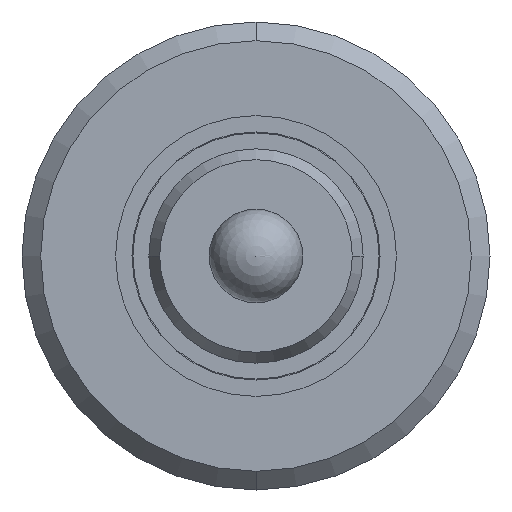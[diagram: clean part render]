
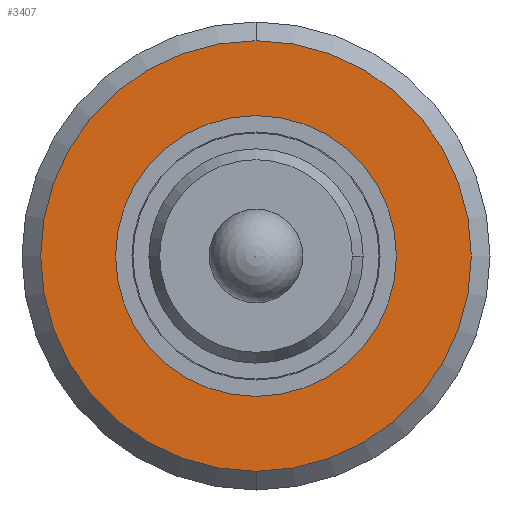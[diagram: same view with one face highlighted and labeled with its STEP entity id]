
A CAD part, front view. The second image highlights one B-rep face of the part: STEP entity #3407.
In plain terms, the highlighted planar face has unit normal (0, -1, 0).
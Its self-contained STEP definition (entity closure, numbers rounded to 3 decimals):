
#87 = PLANE ( 'NONE',  #4880 ) ;
#136 = CARTESIAN_POINT ( 'NONE',  ( 0., 47., -2.3 ) ) ;
#240 = DIRECTION ( 'NONE',  ( 0., 1., 0. ) ) ;
#585 = FACE_OUTER_BOUND ( 'NONE', #693, .T. ) ;
#693 = EDGE_LOOP ( 'NONE', ( #3264, #733 ) ) ;
#733 = ORIENTED_EDGE ( 'NONE', *, *, #1343, .T. ) ;
#742 = DIRECTION ( 'NONE',  ( 0., -1., 0. ) ) ;
#775 = DIRECTION ( 'NONE',  ( 0., 1., 0. ) ) ;
#1127 = CARTESIAN_POINT ( 'NONE',  ( 0., 47., 0. ) ) ;
#1343 = EDGE_CURVE ( 'Defeature ausgef�hrt1_22+Defeature ausgef�hrt1_23+Defeature ausgef�hrt1_23+Defeature ausgef�hrt1_23', #4918, #1478, #2792, .T. ) ;
#1378 = DIRECTION ( 'NONE',  ( 0., 0., 1. ) ) ;
#1410 = CARTESIAN_POINT ( 'NONE',  ( 0., 47., 0. ) ) ;
#1478 = VERTEX_POINT ( 'NONE', #4010 ) ;
#1561 = EDGE_CURVE ( 'Defeature ausgef�hrt1_22+Defeature ausgef�hrt1_23+Defeature ausgef�hrt1_23+Defeature ausgef�hrt1_23', #1478, #4918, #4808, .T. ) ;
#1625 = CIRCLE ( 'NONE', #1697, 0.9 ) ;
#1697 = AXIS2_PLACEMENT_3D ( 'NONE', #3323, #775, #2886 ) ;
#1799 = ORIENTED_EDGE ( 'NONE', *, *, #2176, .T. ) ;
#1883 = ORIENTED_EDGE ( 'NONE', *, *, #2900, .T. ) ;
#2176 = EDGE_CURVE ( 'Defeature ausgef�hrt1_22+Defeature ausgef�hrt1_21+Defeature ausgef�hrt1_21+Defeature ausgef�hrt1_21', #3092, #3472, #1625, .T. ) ;
#2650 = DIRECTION ( 'NONE',  ( 0., 0., -1. ) ) ;
#2700 = AXIS2_PLACEMENT_3D ( 'NONE', #1410, #4721, #2650 ) ;
#2792 = CIRCLE ( 'NONE', #2700, 2.3 ) ;
#2886 = DIRECTION ( 'NONE',  ( 0., 0., 1. ) ) ;
#2900 = EDGE_CURVE ( 'Defeature ausgef�hrt1_22+Defeature ausgef�hrt1_21+Defeature ausgef�hrt1_21+Defeature ausgef�hrt1_21', #3472, #3092, #2989, .T. ) ;
#2989 = CIRCLE ( 'NONE', #4427, 0.9 ) ;
#3092 = VERTEX_POINT ( 'NONE', #4301 ) ;
#3150 = DIRECTION ( 'NONE',  ( 0., 0., 1. ) ) ;
#3194 = EDGE_LOOP ( 'NONE', ( #1799, #1883 ) ) ;
#3245 = DIRECTION ( 'NONE',  ( 0., 0., -1. ) ) ;
#3264 = ORIENTED_EDGE ( 'NONE', *, *, #1561, .T. ) ;
#3323 = CARTESIAN_POINT ( 'NONE',  ( 0., 47., 0. ) ) ;
#3391 = DIRECTION ( 'NONE',  ( 0., 1., 0. ) ) ;
#3407 = ADVANCED_FACE ( 'Defeature ausgef�hrt1_22', ( #4007, #585 ), #87, .F. ) ;
#3472 = VERTEX_POINT ( 'NONE', #4247 ) ;
#4007 = FACE_BOUND ( 'NONE', #3194, .T. ) ;
#4010 = CARTESIAN_POINT ( 'NONE',  ( 0., 47., 2.3 ) ) ;
#4247 = CARTESIAN_POINT ( 'NONE',  ( 0., 47., -0.9 ) ) ;
#4301 = CARTESIAN_POINT ( 'NONE',  ( 0., 47., 0.9 ) ) ;
#4413 = CARTESIAN_POINT ( 'NONE',  ( 0., 47., 0. ) ) ;
#4427 = AXIS2_PLACEMENT_3D ( 'NONE', #4413, #240, #3150 ) ;
#4721 = DIRECTION ( 'NONE',  ( 0., -1., 0. ) ) ;
#4808 = CIRCLE ( 'NONE', #5036, 2.3 ) ;
#4880 = AXIS2_PLACEMENT_3D ( 'NONE', #5087, #3391, #1378 ) ;
#4918 = VERTEX_POINT ( 'NONE', #136 ) ;
#5036 = AXIS2_PLACEMENT_3D ( 'NONE', #1127, #742, #3245 ) ;
#5087 = CARTESIAN_POINT ( 'NONE',  ( 0., 47., 0. ) ) ;
